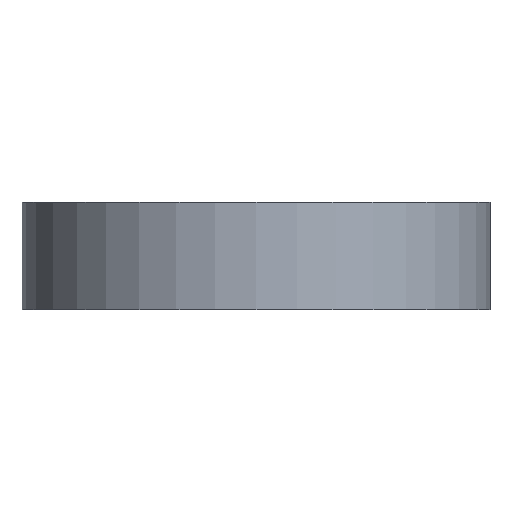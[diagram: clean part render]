
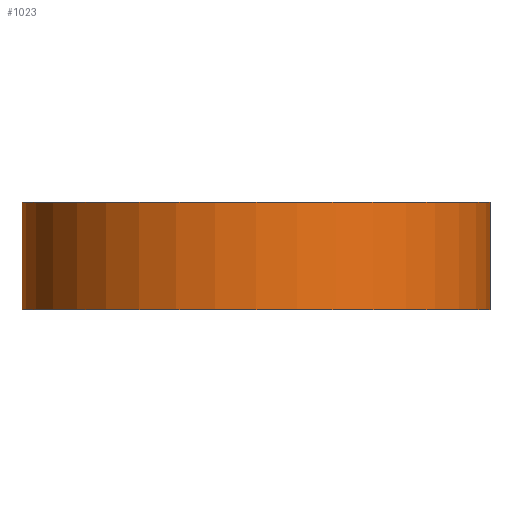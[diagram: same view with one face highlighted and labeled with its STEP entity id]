
A CAD part, front view. The second image highlights one B-rep face of the part: STEP entity #1023.
In plain terms, the highlighted cylindrical face has radius 12.7 mm (diameter 25.4 mm), a partial arc.
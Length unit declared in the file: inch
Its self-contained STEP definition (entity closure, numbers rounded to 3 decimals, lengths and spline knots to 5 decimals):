
#39 = CARTESIAN_POINT ( 'NONE',  ( 0.12258, -0.29277, 0. ) ) ;
#190 = CARTESIAN_POINT ( 'NONE',  ( 0.12258, -0.29277, 0.115 ) ) ;
#239 = DIRECTION ( 'NONE',  ( 0., 0., 1. ) ) ;
#438 = ORIENTED_EDGE ( 'NONE', *, *, #602, .T. ) ;
#446 = AXIS2_PLACEMENT_3D ( 'NONE', #784, #2117, #962 ) ;
#504 = EDGE_LOOP ( 'NONE', ( #1664, #1513, #438, #915 ) ) ;
#602 = EDGE_CURVE ( 'E3', #1027, #2465, #905, .T. ) ;
#756 = CARTESIAN_POINT ( 'NONE',  ( -0.37742, -0.29277, -0.115 ) ) ;
#784 = CARTESIAN_POINT ( 'NONE',  ( -0.37742, -0.29277, -0.115 ) ) ;
#800 = LINE ( 'NONE', #2447, #1799 ) ;
#905 = CIRCLE ( 'NONE', #2314, 0.5 ) ;
#915 = ORIENTED_EDGE ( 'NONE', *, *, #2372, .F. ) ;
#962 = DIRECTION ( 'NONE',  ( 1., 0., 0. ) ) ;
#1023 = ADVANCED_FACE ( 'F33', ( #1916 ), #1855, .T. ) ;
#1027 = VERTEX_POINT ( 'NONE', #190 ) ;
#1072 = DIRECTION ( 'NONE',  ( 0., 0., -1. ) ) ;
#1090 = EDGE_CURVE ( 'E99', #1897, #2030, #1230, .T. ) ;
#1114 = VECTOR ( 'NONE', #239, 39.37008 ) ;
#1133 = DIRECTION ( 'NONE',  ( 0., 0., 1. ) ) ;
#1169 = CARTESIAN_POINT ( 'NONE',  ( -0.87742, -0.29277, -0.115 ) ) ;
#1171 = EDGE_CURVE ( 'E100', #2030, #1027, #2070, .T. ) ;
#1230 = CIRCLE ( 'NONE', #446, 0.5 ) ;
#1318 = DIRECTION ( 'NONE',  ( 0., 0., 1. ) ) ;
#1402 = CARTESIAN_POINT ( 'NONE',  ( 0.12258, -0.29277, -0.115 ) ) ;
#1513 = ORIENTED_EDGE ( 'NONE', *, *, #1171, .T. ) ;
#1664 = ORIENTED_EDGE ( 'NONE', *, *, #1090, .T. ) ;
#1799 = VECTOR ( 'NONE', #1318, 39.37008 ) ;
#1855 = CYLINDRICAL_SURFACE ( 'NONE', #2025, 0.5 ) ;
#1883 = DIRECTION ( 'NONE',  ( 1., 0., 0. ) ) ;
#1897 = VERTEX_POINT ( 'NONE', #1169 ) ;
#1916 = FACE_OUTER_BOUND ( 'NONE', #504, .T. ) ;
#2025 = AXIS2_PLACEMENT_3D ( 'NONE', #756, #1133, #1883 ) ;
#2030 = VERTEX_POINT ( 'NONE', #1402 ) ;
#2070 = LINE ( 'NONE', #39, #1114 ) ;
#2117 = DIRECTION ( 'NONE',  ( 0., 0., 1. ) ) ;
#2215 = CARTESIAN_POINT ( 'NONE',  ( -0.37742, -0.29277, 0.115 ) ) ;
#2314 = AXIS2_PLACEMENT_3D ( 'NONE', #2215, #1072, #2411 ) ;
#2372 = EDGE_CURVE ( 'E97', #1897, #2465, #800, .T. ) ;
#2404 = CARTESIAN_POINT ( 'NONE',  ( -0.87742, -0.29277, 0.115 ) ) ;
#2411 = DIRECTION ( 'NONE',  ( -1., 0., 0. ) ) ;
#2447 = CARTESIAN_POINT ( 'NONE',  ( -0.87742, -0.29277, 0. ) ) ;
#2465 = VERTEX_POINT ( 'NONE', #2404 ) ;
